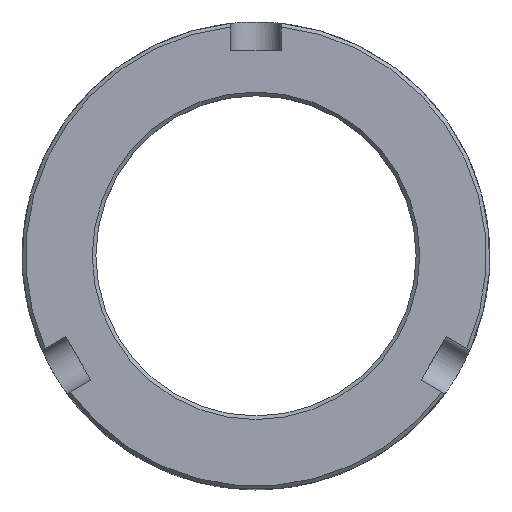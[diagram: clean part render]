
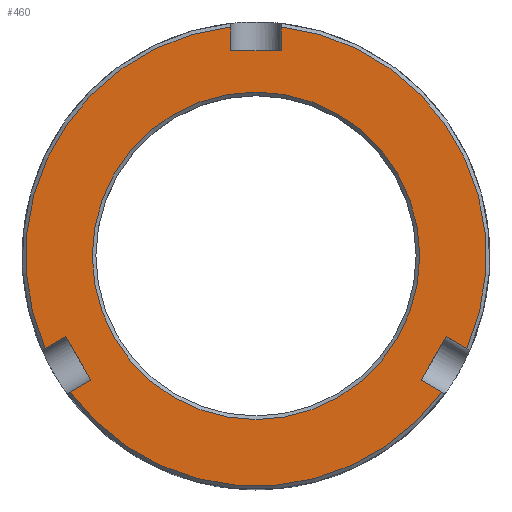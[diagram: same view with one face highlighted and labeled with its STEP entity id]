
A CAD part, top view. The second image highlights one B-rep face of the part: STEP entity #460.
In plain terms, the highlighted planar face has unit normal (0, 0, 1).
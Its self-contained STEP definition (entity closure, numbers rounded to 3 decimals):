
#36=LINE('',#765,#70);
#38=LINE('',#769,#72);
#40=LINE('',#776,#74);
#43=LINE('',#797,#77);
#45=LINE('',#801,#79);
#47=LINE('',#808,#81);
#51=LINE('',#824,#85);
#52=LINE('',#827,#86);
#54=LINE('',#830,#88);
#70=VECTOR('',#566,10.);
#72=VECTOR('',#570,10.);
#74=VECTOR('',#574,10.);
#77=VECTOR('',#591,10.);
#79=VECTOR('',#595,10.);
#81=VECTOR('',#599,10.);
#85=VECTOR('',#613,10.);
#86=VECTOR('',#616,10.);
#88=VECTOR('',#620,10.);
#107=FACE_BOUND('',#155,.T.);
#127=FACE_OUTER_BOUND('',#154,.T.);
#154=EDGE_LOOP('',(#384,#385,#386,#387,#388,#389,#390,#391,#392,#393,#394,
#395));
#155=EDGE_LOOP('',(#396));
#174=CIRCLE('',#498,32.);
#175=CIRCLE('',#500,32.);
#177=CIRCLE('',#507,32.);
#179=CIRCLE('',#514,22.75);
#207=VERTEX_POINT('',#760);
#208=VERTEX_POINT('',#764);
#209=VERTEX_POINT('',#768);
#210=VERTEX_POINT('',#772);
#211=VERTEX_POINT('',#778);
#212=VERTEX_POINT('',#784);
#215=VERTEX_POINT('',#796);
#216=VERTEX_POINT('',#800);
#217=VERTEX_POINT('',#804);
#218=VERTEX_POINT('',#810);
#221=VERTEX_POINT('',#822);
#222=VERTEX_POINT('',#826);
#223=VERTEX_POINT('',#832);
#254=EDGE_CURVE('',#208,#207,#36,.T.);
#256=EDGE_CURVE('',#209,#208,#38,.T.);
#259=EDGE_CURVE('',#210,#209,#40,.T.);
#260=EDGE_CURVE('',#210,#211,#174,.T.);
#263=EDGE_CURVE('',#212,#207,#175,.T.);
#267=EDGE_CURVE('',#215,#211,#43,.T.);
#269=EDGE_CURVE('',#216,#215,#45,.T.);
#272=EDGE_CURVE('',#217,#216,#47,.T.);
#273=EDGE_CURVE('',#217,#218,#177,.T.);
#279=EDGE_CURVE('',#212,#221,#51,.T.);
#280=EDGE_CURVE('',#222,#218,#52,.T.);
#282=EDGE_CURVE('',#221,#222,#54,.T.);
#283=EDGE_CURVE('',#223,#223,#179,.T.);
#384=ORIENTED_EDGE('',*,*,#254,.T.);
#385=ORIENTED_EDGE('',*,*,#263,.F.);
#386=ORIENTED_EDGE('',*,*,#279,.T.);
#387=ORIENTED_EDGE('',*,*,#282,.T.);
#388=ORIENTED_EDGE('',*,*,#280,.T.);
#389=ORIENTED_EDGE('',*,*,#273,.F.);
#390=ORIENTED_EDGE('',*,*,#272,.T.);
#391=ORIENTED_EDGE('',*,*,#269,.T.);
#392=ORIENTED_EDGE('',*,*,#267,.T.);
#393=ORIENTED_EDGE('',*,*,#260,.F.);
#394=ORIENTED_EDGE('',*,*,#259,.T.);
#395=ORIENTED_EDGE('',*,*,#256,.T.);
#396=ORIENTED_EDGE('',*,*,#283,.F.);
#440=PLANE('',#513);
#460=ADVANCED_FACE('',(#127,#107),#440,.T.);
#498=AXIS2_PLACEMENT_3D('',#779,#577,#578);
#500=AXIS2_PLACEMENT_3D('',#788,#581,#582);
#507=AXIS2_PLACEMENT_3D('',#811,#602,#603);
#513=AXIS2_PLACEMENT_3D('',#831,#621,#622);
#514=AXIS2_PLACEMENT_3D('',#833,#623,#624);
#566=DIRECTION('',(0.866,-0.5,0.));
#570=DIRECTION('',(0.5,0.866,0.));
#574=DIRECTION('',(-0.866,0.5,0.));
#577=DIRECTION('center_axis',(0.,0.,-1.));
#578=DIRECTION('ref_axis',(0.,1.,0.));
#581=DIRECTION('center_axis',(0.,0.,-1.));
#582=DIRECTION('ref_axis',(0.,1.,0.));
#591=DIRECTION('',(-0.866,-0.5,0.));
#595=DIRECTION('',(0.5,-0.866,0.));
#599=DIRECTION('',(0.866,0.5,0.));
#602=DIRECTION('center_axis',(0.,0.,-1.));
#603=DIRECTION('ref_axis',(0.,1.,0.));
#613=DIRECTION('',(0.,-1.,0.));
#616=DIRECTION('',(0.,1.,0.));
#620=DIRECTION('',(-1.,0.,0.));
#621=DIRECTION('center_axis',(0.,0.,1.));
#622=DIRECTION('ref_axis',(1.,0.,0.));
#623=DIRECTION('center_axis',(0.,0.,1.));
#624=DIRECTION('ref_axis',(0.,1.,0.));
#760=CARTESIAN_POINT('',(29.297,-12.873,112.811));
#764=CARTESIAN_POINT('',(26.432,-11.219,112.811));
#765=CARTESIAN_POINT('',(18.908,-6.875,112.811));
#768=CARTESIAN_POINT('',(22.932,-17.281,112.811));
#769=CARTESIAN_POINT('',(18.989,-24.109,112.811));
#772=CARTESIAN_POINT('',(25.797,-18.935,112.811));
#776=CARTESIAN_POINT('',(17.058,-13.89,112.811));
#778=CARTESIAN_POINT('',(-25.797,-18.935,112.811));
#779=CARTESIAN_POINT('Origin',(0.,0.,112.811));
#784=CARTESIAN_POINT('',(3.5,31.808,112.811));
#788=CARTESIAN_POINT('Origin',(0.,0.,112.811));
#796=CARTESIAN_POINT('',(-22.932,-17.281,112.811));
#797=CARTESIAN_POINT('',(-15.408,-12.937,112.811));
#800=CARTESIAN_POINT('',(-26.432,-11.219,112.811));
#801=CARTESIAN_POINT('',(-20.739,-21.078,112.811));
#804=CARTESIAN_POINT('',(-29.297,-12.873,112.811));
#808=CARTESIAN_POINT('',(-20.558,-7.828,112.811));
#810=CARTESIAN_POINT('',(-3.5,31.808,112.811));
#811=CARTESIAN_POINT('Origin',(0.,0.,112.811));
#822=CARTESIAN_POINT('',(3.5,28.5,112.811));
#824=CARTESIAN_POINT('',(3.5,5.03,112.811));
#826=CARTESIAN_POINT('',(-3.5,28.5,112.811));
#827=CARTESIAN_POINT('',(-3.5,3.125,112.811));
#830=CARTESIAN_POINT('',(1.75,28.5,112.811));
#831=CARTESIAN_POINT('Origin',(0.,-22.25,112.811));
#832=CARTESIAN_POINT('',(0.,-22.75,112.811));
#833=CARTESIAN_POINT('Origin',(0.,0.,112.811));
